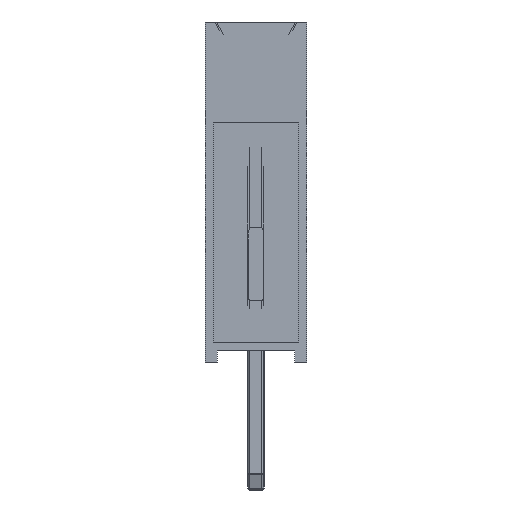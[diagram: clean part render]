
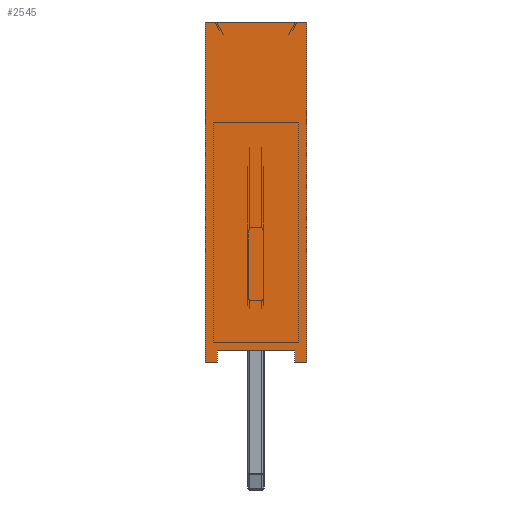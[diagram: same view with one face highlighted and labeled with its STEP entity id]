
A CAD part, left-side view. The second image highlights one B-rep face of the part: STEP entity #2545.
In plain terms, the highlighted planar face has unit normal (-1, 0, 0).
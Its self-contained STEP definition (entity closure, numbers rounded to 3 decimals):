
#449=FACE_OUTER_BOUND('',#600,.T.);
#600=EDGE_LOOP('',(#1701,#1702,#1703,#1704,#1705,#1706,#1707,#1708));
#766=LINE('',#3990,#952);
#768=LINE('',#3996,#954);
#771=LINE('',#4001,#957);
#776=LINE('',#4015,#962);
#777=LINE('',#4018,#963);
#780=LINE('',#4024,#966);
#781=LINE('',#4026,#967);
#782=LINE('',#4027,#968);
#952=VECTOR('',#3110,10.);
#954=VECTOR('',#3114,10.);
#957=VECTOR('',#3119,10.);
#962=VECTOR('',#3134,10.);
#963=VECTOR('',#3137,10.);
#966=VECTOR('',#3142,10.);
#967=VECTOR('',#3143,10.);
#968=VECTOR('',#3144,10.);
#1136=VERTEX_POINT('',#3984);
#1138=VERTEX_POINT('',#3988);
#1139=VERTEX_POINT('',#3992);
#1141=VERTEX_POINT('',#3995);
#1146=VERTEX_POINT('',#4013);
#1147=VERTEX_POINT('',#4017);
#1149=VERTEX_POINT('',#4023);
#1150=VERTEX_POINT('',#4025);
#1334=EDGE_CURVE('',#1136,#1138,#766,.T.);
#1336=EDGE_CURVE('',#1141,#1139,#768,.T.);
#1339=EDGE_CURVE('',#1138,#1141,#771,.T.);
#1348=EDGE_CURVE('',#1139,#1146,#776,.T.);
#1349=EDGE_CURVE('',#1147,#1136,#777,.T.);
#1352=EDGE_CURVE('',#1146,#1149,#780,.T.);
#1353=EDGE_CURVE('',#1150,#1149,#781,.T.);
#1354=EDGE_CURVE('',#1147,#1150,#782,.T.);
#1701=ORIENTED_EDGE('',*,*,#1334,.T.);
#1702=ORIENTED_EDGE('',*,*,#1339,.T.);
#1703=ORIENTED_EDGE('',*,*,#1336,.T.);
#1704=ORIENTED_EDGE('',*,*,#1348,.T.);
#1705=ORIENTED_EDGE('',*,*,#1352,.T.);
#1706=ORIENTED_EDGE('',*,*,#1353,.F.);
#1707=ORIENTED_EDGE('',*,*,#1354,.F.);
#1708=ORIENTED_EDGE('',*,*,#1349,.T.);
#2349=PLANE('',#2753);
#2545=ADVANCED_FACE('',(#449),#2349,.T.);
#2753=AXIS2_PLACEMENT_3D('',#4022,#3140,#3141);
#3110=DIRECTION('',(0.,0.,1.));
#3114=DIRECTION('',(0.,0.,-1.));
#3119=DIRECTION('',(0.,-1.,0.));
#3134=DIRECTION('',(0.,-1.,0.));
#3137=DIRECTION('',(0.,-1.,0.));
#3140=DIRECTION('center_axis',(-1.,0.,0.));
#3141=DIRECTION('ref_axis',(0.,-1.,0.));
#3142=DIRECTION('',(0.,0.,1.));
#3143=DIRECTION('',(0.,-1.,0.));
#3144=DIRECTION('',(0.,0.,1.));
#3984=CARTESIAN_POINT('',(-1.27,0.97,0.));
#3988=CARTESIAN_POINT('',(-1.27,0.97,0.3));
#3990=CARTESIAN_POINT('',(-1.27,0.97,0.));
#3992=CARTESIAN_POINT('',(-1.27,-0.97,0.));
#3995=CARTESIAN_POINT('',(-1.27,-0.97,0.3));
#3996=CARTESIAN_POINT('',(-1.27,-0.97,0.));
#4001=CARTESIAN_POINT('',(-1.27,0.635,0.3));
#4013=CARTESIAN_POINT('',(-1.27,-1.27,0.));
#4015=CARTESIAN_POINT('',(-1.27,1.27,0.));
#4017=CARTESIAN_POINT('',(-1.27,1.27,0.));
#4018=CARTESIAN_POINT('',(-1.27,1.27,0.));
#4022=CARTESIAN_POINT('Origin',(-1.27,1.27,0.));
#4023=CARTESIAN_POINT('',(-1.27,-1.27,8.5));
#4024=CARTESIAN_POINT('',(-1.27,-1.27,0.));
#4025=CARTESIAN_POINT('',(-1.27,1.27,8.5));
#4026=CARTESIAN_POINT('',(-1.27,1.27,8.5));
#4027=CARTESIAN_POINT('',(-1.27,1.27,0.));
